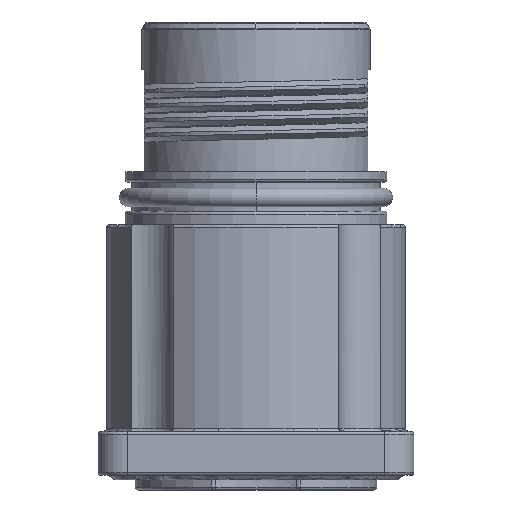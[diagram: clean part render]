
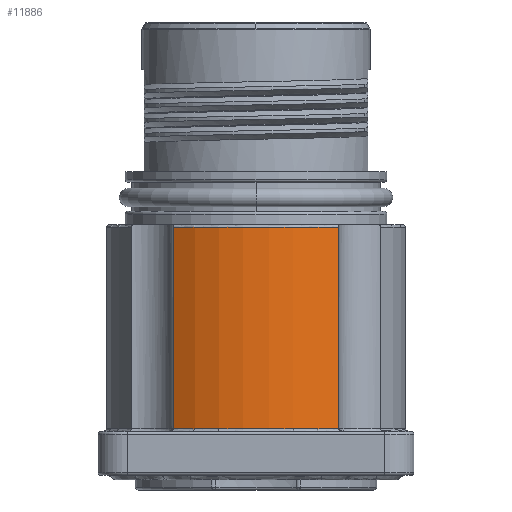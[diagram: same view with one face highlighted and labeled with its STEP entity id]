
A CAD part, front view. The second image highlights one B-rep face of the part: STEP entity #11886.
In plain terms, the highlighted cylindrical face has radius 10.25 mm (diameter 20.5 mm), a partial arc.
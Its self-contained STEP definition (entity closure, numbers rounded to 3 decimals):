
#232=CARTESIAN_POINT('',(0.,0.,3.2));
#233=DIRECTION('',(0.,0.,-1.));
#234=DIRECTION('',(0.553,-0.833,0.));
#235=AXIS2_PLACEMENT_3D('',#232,#233,#234);
#237=DIRECTION('',(0.,0.,-1.));
#238=VECTOR('',#237,13.75);
#239=CARTESIAN_POINT('',(-5.667,-8.541,16.95));
#240=LINE('',#239,#238);
#241=CARTESIAN_POINT('',(0.,0.,16.95));
#242=DIRECTION('',(0.,0.,-1.));
#243=DIRECTION('',(0.553,-0.833,0.));
#244=AXIS2_PLACEMENT_3D('',#241,#242,#243);
#246=DIRECTION('',(0.,0.,1.));
#247=VECTOR('',#246,13.75);
#248=CARTESIAN_POINT('',(5.667,-8.541,3.2));
#249=LINE('',#248,#247);
#287=CARTESIAN_POINT('',(5.667,-8.541,16.95));
#9812=VERTEX_POINT('',#287);
#9813=CARTESIAN_POINT('',(-5.667,-8.541,16.95));
#9814=VERTEX_POINT('',#9813);
#9886=CARTESIAN_POINT('',(5.667,-8.541,3.2));
#9887=CARTESIAN_POINT('',(-5.667,-8.541,3.2));
#9888=VERTEX_POINT('',#9886);
#9889=VERTEX_POINT('',#9887);
#11872=CARTESIAN_POINT('',(0.,0.,17.15));
#11873=DIRECTION('',(0.,0.,1.));
#11874=DIRECTION('',(1.,0.,0.));
#11875=AXIS2_PLACEMENT_3D('',#11872,#11873,#11874);
#11876=CYLINDRICAL_SURFACE('',#11875,10.25);
#11878=ORIENTED_EDGE('',*,*,#11877,.T.);
#11879=ORIENTED_EDGE('',*,*,#11859,.F.);
#11881=ORIENTED_EDGE('',*,*,#11880,.F.);
#11883=ORIENTED_EDGE('',*,*,#11882,.F.);
#11884=EDGE_LOOP('',(#11878,#11879,#11881,#11883));
#11885=FACE_OUTER_BOUND('',#11884,.F.);
#236=CIRCLE('',#235,10.25);
#245=CIRCLE('',#244,10.25);
#11859=EDGE_CURVE('',#9814,#9889,#240,.T.);
#11877=EDGE_CURVE('',#9888,#9889,#236,.T.);
#11880=EDGE_CURVE('',#9812,#9814,#245,.T.);
#11882=EDGE_CURVE('',#9888,#9812,#249,.T.);
#11886=ADVANCED_FACE('',(#11885),#11876,.T.);
